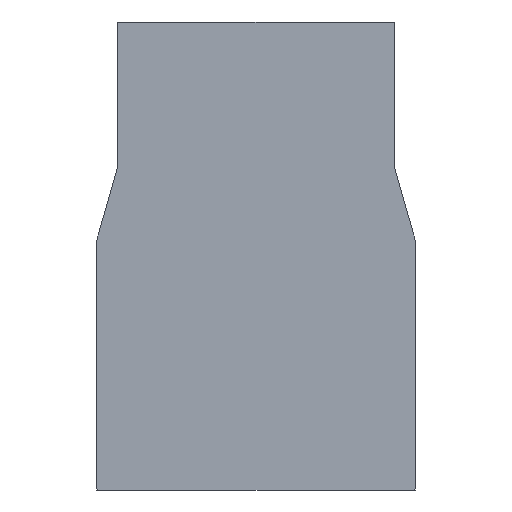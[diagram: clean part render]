
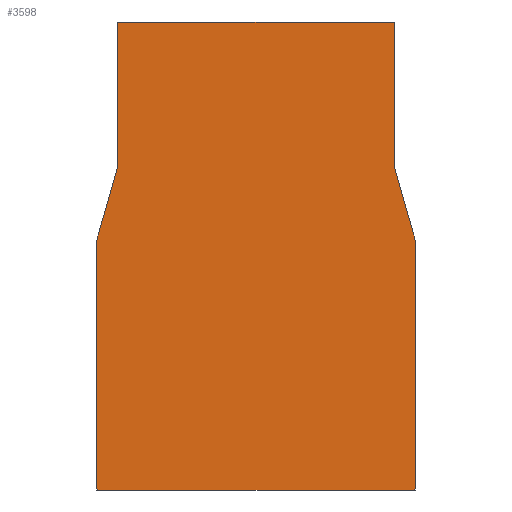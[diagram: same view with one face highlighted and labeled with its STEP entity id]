
A CAD part, top view. The second image highlights one B-rep face of the part: STEP entity #3598.
In plain terms, the highlighted planar face has unit normal (0, 0, 1).
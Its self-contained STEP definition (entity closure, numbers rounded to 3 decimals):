
#848 = PLANE('',#849);
#849 = AXIS2_PLACEMENT_3D('',#850,#851,#852);
#850 = CARTESIAN_POINT('',(-20.,58.,46.));
#851 = DIRECTION('',(-0.,1.,0.));
#852 = DIRECTION('',(0.,0.,1.));
#913 = PLANE('',#914);
#914 = AXIS2_PLACEMENT_3D('',#915,#916,#917);
#915 = CARTESIAN_POINT('',(20.,58.,46.));
#916 = DIRECTION('',(1.,0.,0.));
#917 = DIRECTION('',(-0.,0.,1.));
#1012 = VERTEX_POINT('',#1013);
#1013 = CARTESIAN_POINT('',(20.,37.,46.));
#1115 = PLANE('',#1116);
#1116 = AXIS2_PLACEMENT_3D('',#1117,#1118,#1119);
#1117 = CARTESIAN_POINT('',(22.162,29.432,
    25.41));
#1118 = DIRECTION('',(0.962,0.275,0.)
  );
#1119 = DIRECTION('',(-0.275,0.962,0.
    ));
#1156 = EDGE_CURVE('',#1157,#1012,#1159,.T.);
#1157 = VERTEX_POINT('',#1158);
#1158 = CARTESIAN_POINT('',(23.,26.5,46.));
#1159 = SURFACE_CURVE('',#1160,(#1164,#1170),.PCURVE_S1.);
#1160 = LINE('',#1161,#1162);
#1161 = CARTESIAN_POINT('',(23.,26.5,46.));
#1162 = VECTOR('',#1163,1.);
#1163 = DIRECTION('',(-0.275,0.962,0.));
#1164 = PCURVE('',#1115,#1165);
#1165 = DEFINITIONAL_REPRESENTATION('',(#1166),#1169);
#1166 = B_SPLINE_CURVE_WITH_KNOTS('',1,(#1167,#1168),.UNSPECIFIED.,.F.,
  .F.,(2,2),(0.,10.92),.PIECEWISE_BEZIER_KNOTS.);
#1167 = CARTESIAN_POINT('',(-3.05,20.59));
#1168 = CARTESIAN_POINT('',(7.871,20.59));
#1169 = ( GEOMETRIC_REPRESENTATION_CONTEXT(2) 
PARAMETRIC_REPRESENTATION_CONTEXT() REPRESENTATION_CONTEXT('2D SPACE',''
  ) );
#1170 = PCURVE('',#1171,#1176);
#1171 = PLANE('',#1172);
#1172 = AXIS2_PLACEMENT_3D('',#1173,#1174,#1175);
#1173 = CARTESIAN_POINT('',(23.,26.5,46.));
#1174 = DIRECTION('',(0.,0.,1.));
#1175 = DIRECTION('',(1.,0.,-0.));
#1176 = DEFINITIONAL_REPRESENTATION('',(#1177),#1181);
#1177 = LINE('',#1178,#1179);
#1178 = CARTESIAN_POINT('',(0.,0.));
#1179 = VECTOR('',#1180,1.);
#1180 = DIRECTION('',(-0.275,0.962));
#1181 = ( GEOMETRIC_REPRESENTATION_CONTEXT(2) 
PARAMETRIC_REPRESENTATION_CONTEXT() REPRESENTATION_CONTEXT('2D SPACE',''
  ) );
#1197 = PLANE('',#1198);
#1198 = AXIS2_PLACEMENT_3D('',#1199,#1200,#1201);
#1199 = CARTESIAN_POINT('',(23.,-9.611,46.));
#1200 = DIRECTION('',(1.,-0.,0.));
#1201 = DIRECTION('',(-0.,0.,1.));
#3587 = PLANE('',#3588);
#3588 = AXIS2_PLACEMENT_3D('',#3589,#3590,#3591);
#3589 = CARTESIAN_POINT('',(-23.,26.5,0.));
#3590 = DIRECTION('',(1.,0.,0.));
#3591 = DIRECTION('',(-0.,0.,1.));
#3598 = ADVANCED_FACE('',(#3599),#1171,.T.);
#3599 = FACE_BOUND('',#3600,.T.);
#3600 = EDGE_LOOP('',(#3601,#3602,#3625,#3648,#3676,#3703,#3726,#3754));
#3601 = ORIENTED_EDGE('',*,*,#1156,.T.);
#3602 = ORIENTED_EDGE('',*,*,#3603,.T.);
#3603 = EDGE_CURVE('',#1012,#3604,#3606,.T.);
#3604 = VERTEX_POINT('',#3605);
#3605 = CARTESIAN_POINT('',(20.,58.,46.));
#3606 = SURFACE_CURVE('',#3607,(#3611,#3618),.PCURVE_S1.);
#3607 = LINE('',#3608,#3609);
#3608 = CARTESIAN_POINT('',(20.,37.,46.));
#3609 = VECTOR('',#3610,1.);
#3610 = DIRECTION('',(0.,1.,0.));
#3611 = PCURVE('',#1171,#3612);
#3612 = DEFINITIONAL_REPRESENTATION('',(#3613),#3617);
#3613 = LINE('',#3614,#3615);
#3614 = CARTESIAN_POINT('',(-3.,10.5));
#3615 = VECTOR('',#3616,1.);
#3616 = DIRECTION('',(0.,1.));
#3617 = ( GEOMETRIC_REPRESENTATION_CONTEXT(2) 
PARAMETRIC_REPRESENTATION_CONTEXT() REPRESENTATION_CONTEXT('2D SPACE',''
  ) );
#3618 = PCURVE('',#913,#3619);
#3619 = DEFINITIONAL_REPRESENTATION('',(#3620),#3624);
#3620 = LINE('',#3621,#3622);
#3621 = CARTESIAN_POINT('',(0.,21.));
#3622 = VECTOR('',#3623,1.);
#3623 = DIRECTION('',(0.,-1.));
#3624 = ( GEOMETRIC_REPRESENTATION_CONTEXT(2) 
PARAMETRIC_REPRESENTATION_CONTEXT() REPRESENTATION_CONTEXT('2D SPACE',''
  ) );
#3625 = ORIENTED_EDGE('',*,*,#3626,.T.);
#3626 = EDGE_CURVE('',#3604,#3627,#3629,.T.);
#3627 = VERTEX_POINT('',#3628);
#3628 = CARTESIAN_POINT('',(-20.,58.,46.));
#3629 = SURFACE_CURVE('',#3630,(#3634,#3641),.PCURVE_S1.);
#3630 = LINE('',#3631,#3632);
#3631 = CARTESIAN_POINT('',(20.,58.,46.));
#3632 = VECTOR('',#3633,1.);
#3633 = DIRECTION('',(-1.,0.,0.));
#3634 = PCURVE('',#1171,#3635);
#3635 = DEFINITIONAL_REPRESENTATION('',(#3636),#3640);
#3636 = LINE('',#3637,#3638);
#3637 = CARTESIAN_POINT('',(-3.,31.5));
#3638 = VECTOR('',#3639,1.);
#3639 = DIRECTION('',(-1.,0.));
#3640 = ( GEOMETRIC_REPRESENTATION_CONTEXT(2) 
PARAMETRIC_REPRESENTATION_CONTEXT() REPRESENTATION_CONTEXT('2D SPACE',''
  ) );
#3641 = PCURVE('',#848,#3642);
#3642 = DEFINITIONAL_REPRESENTATION('',(#3643),#3647);
#3643 = LINE('',#3644,#3645);
#3644 = CARTESIAN_POINT('',(0.,40.));
#3645 = VECTOR('',#3646,1.);
#3646 = DIRECTION('',(0.,-1.));
#3647 = ( GEOMETRIC_REPRESENTATION_CONTEXT(2) 
PARAMETRIC_REPRESENTATION_CONTEXT() REPRESENTATION_CONTEXT('2D SPACE',''
  ) );
#3648 = ORIENTED_EDGE('',*,*,#3649,.T.);
#3649 = EDGE_CURVE('',#3627,#3650,#3652,.T.);
#3650 = VERTEX_POINT('',#3651);
#3651 = CARTESIAN_POINT('',(-20.,37.,46.));
#3652 = SURFACE_CURVE('',#3653,(#3657,#3664),.PCURVE_S1.);
#3653 = LINE('',#3654,#3655);
#3654 = CARTESIAN_POINT('',(-20.,58.,46.));
#3655 = VECTOR('',#3656,1.);
#3656 = DIRECTION('',(0.,-1.,0.));
#3657 = PCURVE('',#1171,#3658);
#3658 = DEFINITIONAL_REPRESENTATION('',(#3659),#3663);
#3659 = LINE('',#3660,#3661);
#3660 = CARTESIAN_POINT('',(-43.,31.5));
#3661 = VECTOR('',#3662,1.);
#3662 = DIRECTION('',(0.,-1.));
#3663 = ( GEOMETRIC_REPRESENTATION_CONTEXT(2) 
PARAMETRIC_REPRESENTATION_CONTEXT() REPRESENTATION_CONTEXT('2D SPACE',''
  ) );
#3664 = PCURVE('',#3665,#3670);
#3665 = PLANE('',#3666);
#3666 = AXIS2_PLACEMENT_3D('',#3667,#3668,#3669);
#3667 = CARTESIAN_POINT('',(-20.,37.,46.));
#3668 = DIRECTION('',(-1.,0.,0.));
#3669 = DIRECTION('',(0.,0.,-1.));
#3670 = DEFINITIONAL_REPRESENTATION('',(#3671),#3675);
#3671 = LINE('',#3672,#3673);
#3672 = CARTESIAN_POINT('',(0.,-21.));
#3673 = VECTOR('',#3674,1.);
#3674 = DIRECTION('',(0.,1.));
#3675 = ( GEOMETRIC_REPRESENTATION_CONTEXT(2) 
PARAMETRIC_REPRESENTATION_CONTEXT() REPRESENTATION_CONTEXT('2D SPACE',''
  ) );
#3676 = ORIENTED_EDGE('',*,*,#3677,.T.);
#3677 = EDGE_CURVE('',#3650,#3678,#3680,.T.);
#3678 = VERTEX_POINT('',#3679);
#3679 = CARTESIAN_POINT('',(-23.,26.5,46.));
#3680 = SURFACE_CURVE('',#3681,(#3685,#3692),.PCURVE_S1.);
#3681 = LINE('',#3682,#3683);
#3682 = CARTESIAN_POINT('',(-20.,37.,46.));
#3683 = VECTOR('',#3684,1.);
#3684 = DIRECTION('',(-0.275,-0.962,0.));
#3685 = PCURVE('',#1171,#3686);
#3686 = DEFINITIONAL_REPRESENTATION('',(#3687),#3691);
#3687 = LINE('',#3688,#3689);
#3688 = CARTESIAN_POINT('',(-43.,10.5));
#3689 = VECTOR('',#3690,1.);
#3690 = DIRECTION('',(-0.275,-0.962));
#3691 = ( GEOMETRIC_REPRESENTATION_CONTEXT(2) 
PARAMETRIC_REPRESENTATION_CONTEXT() REPRESENTATION_CONTEXT('2D SPACE',''
  ) );
#3692 = PCURVE('',#3693,#3698);
#3693 = PLANE('',#3694);
#3694 = AXIS2_PLACEMENT_3D('',#3695,#3696,#3697);
#3695 = CARTESIAN_POINT('',(-22.139,29.514,
    25.411));
#3696 = DIRECTION('',(0.962,-0.275,0.
    ));
#3697 = DIRECTION('',(0.275,0.962,0.));
#3698 = DEFINITIONAL_REPRESENTATION('',(#3699),#3702);
#3699 = B_SPLINE_CURVE_WITH_KNOTS('',1,(#3700,#3701),.UNSPECIFIED.,.F.,
  .F.,(2,2),(0.,10.92),.PIECEWISE_BEZIER_KNOTS.);
#3700 = CARTESIAN_POINT('',(7.786,20.589));
#3701 = CARTESIAN_POINT('',(-3.135,20.589));
#3702 = ( GEOMETRIC_REPRESENTATION_CONTEXT(2) 
PARAMETRIC_REPRESENTATION_CONTEXT() REPRESENTATION_CONTEXT('2D SPACE',''
  ) );
#3703 = ORIENTED_EDGE('',*,*,#3704,.F.);
#3704 = EDGE_CURVE('',#3705,#3678,#3707,.T.);
#3705 = VERTEX_POINT('',#3706);
#3706 = CARTESIAN_POINT('',(-23.,-9.611,46.));
#3707 = SURFACE_CURVE('',#3708,(#3712,#3719),.PCURVE_S1.);
#3708 = LINE('',#3709,#3710);
#3709 = CARTESIAN_POINT('',(-23.,-9.611,46.));
#3710 = VECTOR('',#3711,1.);
#3711 = DIRECTION('',(0.,1.,0.));
#3712 = PCURVE('',#1171,#3713);
#3713 = DEFINITIONAL_REPRESENTATION('',(#3714),#3718);
#3714 = LINE('',#3715,#3716);
#3715 = CARTESIAN_POINT('',(-46.,-36.111));
#3716 = VECTOR('',#3717,1.);
#3717 = DIRECTION('',(0.,1.));
#3718 = ( GEOMETRIC_REPRESENTATION_CONTEXT(2) 
PARAMETRIC_REPRESENTATION_CONTEXT() REPRESENTATION_CONTEXT('2D SPACE',''
  ) );
#3719 = PCURVE('',#3587,#3720);
#3720 = DEFINITIONAL_REPRESENTATION('',(#3721),#3725);
#3721 = LINE('',#3722,#3723);
#3722 = CARTESIAN_POINT('',(46.,36.111));
#3723 = VECTOR('',#3724,1.);
#3724 = DIRECTION('',(0.,-1.));
#3725 = ( GEOMETRIC_REPRESENTATION_CONTEXT(2) 
PARAMETRIC_REPRESENTATION_CONTEXT() REPRESENTATION_CONTEXT('2D SPACE',''
  ) );
#3726 = ORIENTED_EDGE('',*,*,#3727,.T.);
#3727 = EDGE_CURVE('',#3705,#3728,#3730,.T.);
#3728 = VERTEX_POINT('',#3729);
#3729 = CARTESIAN_POINT('',(23.,-9.611,46.));
#3730 = SURFACE_CURVE('',#3731,(#3735,#3742),.PCURVE_S1.);
#3731 = LINE('',#3732,#3733);
#3732 = CARTESIAN_POINT('',(-23.,-9.611,46.));
#3733 = VECTOR('',#3734,1.);
#3734 = DIRECTION('',(1.,0.,0.));
#3735 = PCURVE('',#1171,#3736);
#3736 = DEFINITIONAL_REPRESENTATION('',(#3737),#3741);
#3737 = LINE('',#3738,#3739);
#3738 = CARTESIAN_POINT('',(-46.,-36.111));
#3739 = VECTOR('',#3740,1.);
#3740 = DIRECTION('',(1.,0.));
#3741 = ( GEOMETRIC_REPRESENTATION_CONTEXT(2) 
PARAMETRIC_REPRESENTATION_CONTEXT() REPRESENTATION_CONTEXT('2D SPACE',''
  ) );
#3742 = PCURVE('',#3743,#3748);
#3743 = PLANE('',#3744);
#3744 = AXIS2_PLACEMENT_3D('',#3745,#3746,#3747);
#3745 = CARTESIAN_POINT('',(0.,-9.296,44.211));
#3746 = DIRECTION('',(0.,0.985,0.174));
#3747 = DIRECTION('',(0.,-0.174,0.985));
#3748 = DEFINITIONAL_REPRESENTATION('',(#3749),#3753);
#3749 = LINE('',#3750,#3751);
#3750 = CARTESIAN_POINT('',(1.817,-23.));
#3751 = VECTOR('',#3752,1.);
#3752 = DIRECTION('',(0.,1.));
#3753 = ( GEOMETRIC_REPRESENTATION_CONTEXT(2) 
PARAMETRIC_REPRESENTATION_CONTEXT() REPRESENTATION_CONTEXT('2D SPACE',''
  ) );
#3754 = ORIENTED_EDGE('',*,*,#3755,.T.);
#3755 = EDGE_CURVE('',#3728,#1157,#3756,.T.);
#3756 = SURFACE_CURVE('',#3757,(#3761,#3768),.PCURVE_S1.);
#3757 = LINE('',#3758,#3759);
#3758 = CARTESIAN_POINT('',(23.,-9.611,46.));
#3759 = VECTOR('',#3760,1.);
#3760 = DIRECTION('',(0.,1.,0.));
#3761 = PCURVE('',#1171,#3762);
#3762 = DEFINITIONAL_REPRESENTATION('',(#3763),#3767);
#3763 = LINE('',#3764,#3765);
#3764 = CARTESIAN_POINT('',(0.,-36.111));
#3765 = VECTOR('',#3766,1.);
#3766 = DIRECTION('',(0.,1.));
#3767 = ( GEOMETRIC_REPRESENTATION_CONTEXT(2) 
PARAMETRIC_REPRESENTATION_CONTEXT() REPRESENTATION_CONTEXT('2D SPACE',''
  ) );
#3768 = PCURVE('',#1197,#3769);
#3769 = DEFINITIONAL_REPRESENTATION('',(#3770),#3774);
#3770 = LINE('',#3771,#3772);
#3771 = CARTESIAN_POINT('',(0.,0.));
#3772 = VECTOR('',#3773,1.);
#3773 = DIRECTION('',(0.,-1.));
#3774 = ( GEOMETRIC_REPRESENTATION_CONTEXT(2) 
PARAMETRIC_REPRESENTATION_CONTEXT() REPRESENTATION_CONTEXT('2D SPACE',''
  ) );
